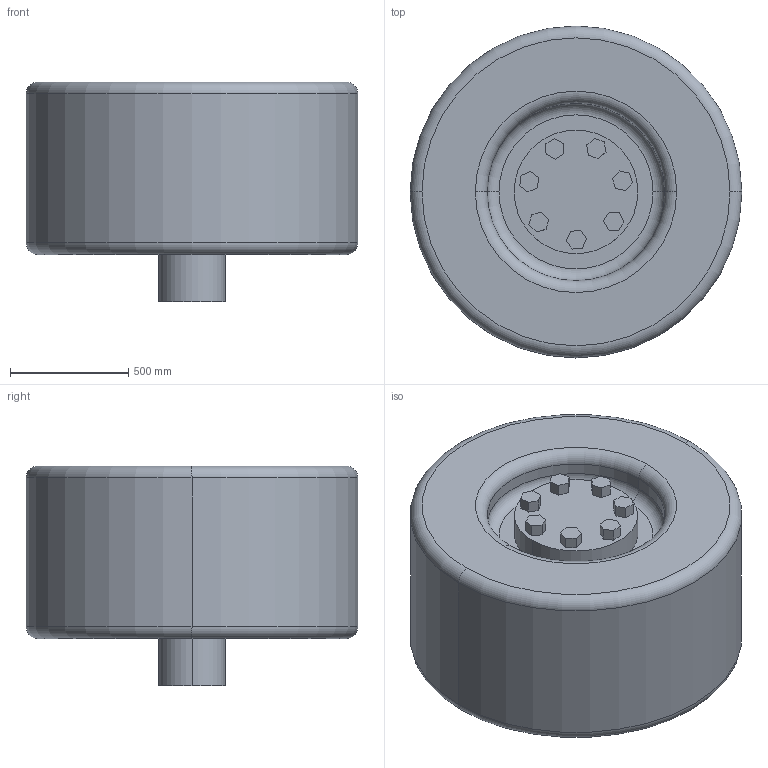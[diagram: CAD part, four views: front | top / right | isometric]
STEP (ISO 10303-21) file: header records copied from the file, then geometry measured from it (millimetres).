
FILE_DESCRIPTION (( 'STEP AP203' ), '1' );
FILE_NAME ('pneuf.STEP', '2024-05-01T21:59:39', ( '' ), ( '' ), 'SwSTEP 2.0', 'SolidWorks 2017', '' );
FILE_SCHEMA (( 'CONFIG_CONTROL_DESIGN' ));
Length unit declared in the file: millimetre
Products named in the file (1): pneuf
Bounding box: 1400 x 1400 x 928 mm (x, y, z)
Volume: 1085080365 mm3; surface area: 6772966.4 mm2
Topology: 1 solids, 1 shells, 70 faces, 166 edges, 108 vertices
Faces by surface type: plane 54, torus 8, cylinder 8
Entity records: 2075 total; most frequent: CARTESIAN_POINT 345, DIRECTION 340, ORIENTED_EDGE 332, EDGE_CURVE 166, LINE 134, VECTOR 134, VERTEX_POINT 108, AXIS2_PLACEMENT_3D 103
